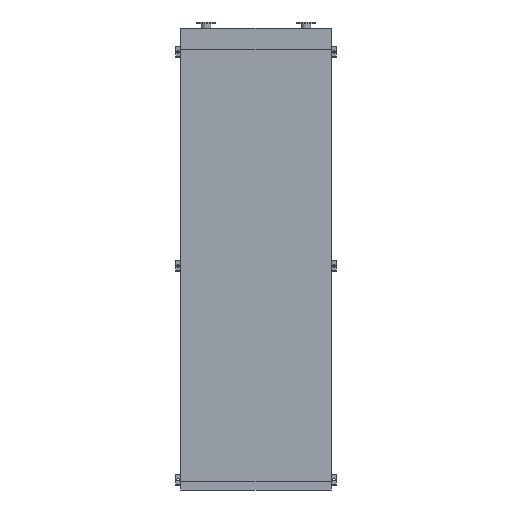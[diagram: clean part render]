
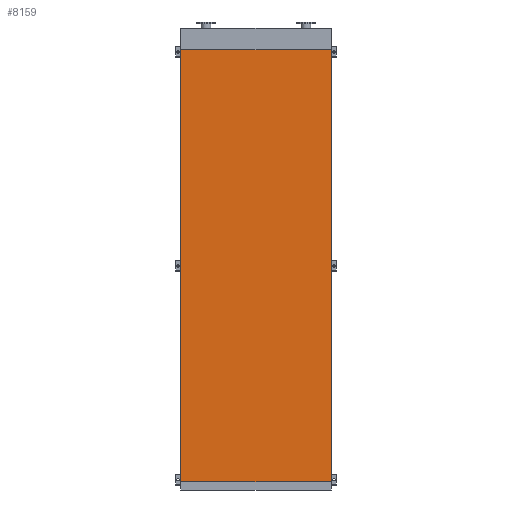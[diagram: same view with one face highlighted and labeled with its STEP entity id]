
A CAD part, front view. The second image highlights one B-rep face of the part: STEP entity #8159.
In plain terms, the highlighted planar face has unit normal (0, -1, 0).
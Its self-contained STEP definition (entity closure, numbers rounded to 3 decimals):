
#66 = ORIENTED_EDGE ( 'NONE', *, *, #9440, .F. ) ;
#458 = LINE ( 'NONE', #17597, #15269 ) ;
#1439 = DIRECTION ( 'NONE',  ( 1., 0., 0. ) ) ;
#1887 = VERTEX_POINT ( 'NONE', #7157 ) ;
#4113 = CARTESIAN_POINT ( 'NONE',  ( -845., 0., -4850. ) ) ;
#4763 = VERTEX_POINT ( 'NONE', #13418 ) ;
#4829 = EDGE_LOOP ( 'NONE', ( #66, #10049, #18897, #13010 ) ) ;
#6043 = DIRECTION ( 'NONE',  ( 0., 0., 1. ) ) ;
#6069 = DIRECTION ( 'NONE',  ( 0., 0., -1. ) ) ;
#6945 = DIRECTION ( 'NONE',  ( 1., 0., 0. ) ) ;
#7157 = CARTESIAN_POINT ( 'NONE',  ( 845., 0., -4850. ) ) ;
#8159 = ADVANCED_FACE ( 'NONE', ( #21800 ), #9802, .T. ) ;
#9316 = EDGE_CURVE ( 'NONE', #1887, #4763, #458, .T. ) ;
#9440 = EDGE_CURVE ( 'NONE', #11563, #4763, #19701, .T. ) ;
#9469 = EDGE_CURVE ( 'NONE', #10704, #1887, #10205, .T. ) ;
#9802 = PLANE ( 'NONE',  #14821 ) ;
#10049 = ORIENTED_EDGE ( 'NONE', *, *, #11912, .F. ) ;
#10205 = LINE ( 'NONE', #14445, #14498 ) ;
#10704 = VERTEX_POINT ( 'NONE', #17499 ) ;
#11563 = VERTEX_POINT ( 'NONE', #16928 ) ;
#11912 = EDGE_CURVE ( 'NONE', #10704, #11563, #20404, .T. ) ;
#13010 = ORIENTED_EDGE ( 'NONE', *, *, #9316, .T. ) ;
#13418 = CARTESIAN_POINT ( 'NONE',  ( 845., 0., 0. ) ) ;
#14445 = CARTESIAN_POINT ( 'NONE',  ( -845., 0., -4850. ) ) ;
#14498 = VECTOR ( 'NONE', #1439, 1000. ) ;
#14821 = AXIS2_PLACEMENT_3D ( 'NONE', #4113, #17077, #6069 ) ;
#15058 = VECTOR ( 'NONE', #6945, 1000. ) ;
#15269 = VECTOR ( 'NONE', #22665, 1000. ) ;
#16365 = VECTOR ( 'NONE', #6043, 1000. ) ;
#16928 = CARTESIAN_POINT ( 'NONE',  ( -845., 0., 0. ) ) ;
#17049 = CARTESIAN_POINT ( 'NONE',  ( -845., 0., -4850. ) ) ;
#17077 = DIRECTION ( 'NONE',  ( 0., -1., 0. ) ) ;
#17499 = CARTESIAN_POINT ( 'NONE',  ( -845., 0., -4850. ) ) ;
#17597 = CARTESIAN_POINT ( 'NONE',  ( 845., 0., -4850. ) ) ;
#17916 = CARTESIAN_POINT ( 'NONE',  ( -845., 0., 0. ) ) ;
#18897 = ORIENTED_EDGE ( 'NONE', *, *, #9469, .T. ) ;
#19701 = LINE ( 'NONE', #17916, #15058 ) ;
#20404 = LINE ( 'NONE', #17049, #16365 ) ;
#21800 = FACE_OUTER_BOUND ( 'NONE', #4829, .T. ) ;
#22665 = DIRECTION ( 'NONE',  ( 0., 0., 1. ) ) ;
